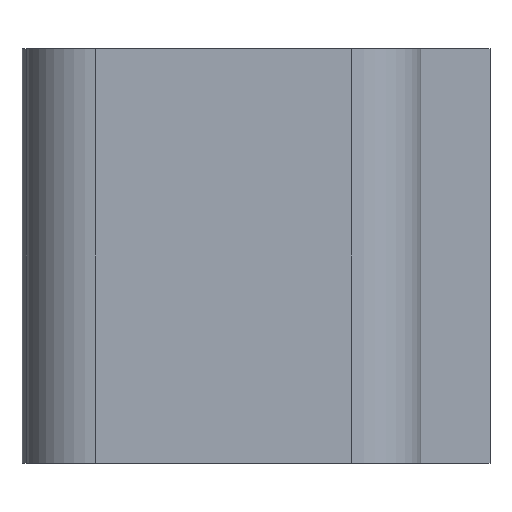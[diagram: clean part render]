
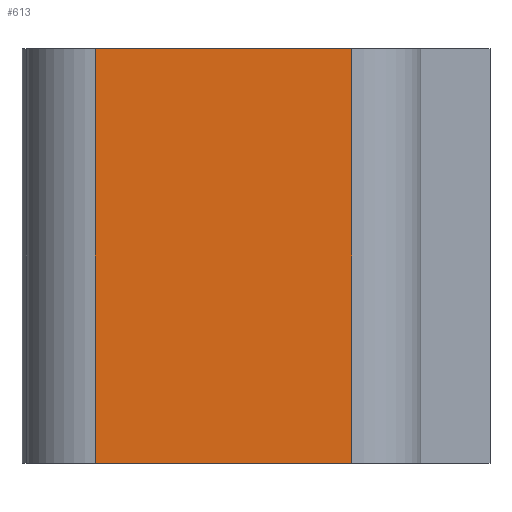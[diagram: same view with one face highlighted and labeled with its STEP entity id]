
A CAD part, left-side view. The second image highlights one B-rep face of the part: STEP entity #613.
In plain terms, the highlighted planar face has unit normal (-1, 0, 0).
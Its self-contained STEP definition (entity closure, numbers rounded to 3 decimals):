
#56 = VERTEX_POINT ( 'NONE', #784 ) ;
#59 = LINE ( 'NONE', #106, #732 ) ;
#73 = VECTOR ( 'NONE', #145, 1000. ) ;
#83 = AXIS2_PLACEMENT_3D ( 'NONE', #291, #173, #241 ) ;
#106 = CARTESIAN_POINT ( 'NONE',  ( -18., 6.917, 12. ) ) ;
#145 = DIRECTION ( 'NONE',  ( 0., -1., 0. ) ) ;
#173 = DIRECTION ( 'NONE',  ( 1., 0., 0. ) ) ;
#209 = LINE ( 'NONE', #806, #554 ) ;
#220 = DIRECTION ( 'NONE',  ( 0., 0., -1. ) ) ;
#221 = DIRECTION ( 'NONE',  ( 0., 0., 1. ) ) ;
#241 = DIRECTION ( 'NONE',  ( 0., 0., -1. ) ) ;
#291 = CARTESIAN_POINT ( 'NONE',  ( -18., 8.957, 12. ) ) ;
#301 = PLANE ( 'NONE',  #83 ) ;
#306 = ORIENTED_EDGE ( 'NONE', *, *, #566, .T. ) ;
#312 = CARTESIAN_POINT ( 'NONE',  ( -18., -0.5, 12. ) ) ;
#316 = VECTOR ( 'NONE', #221, 1000. ) ;
#389 = CARTESIAN_POINT ( 'NONE',  ( -18., 6.917, 0. ) ) ;
#453 = VERTEX_POINT ( 'NONE', #389 ) ;
#477 = VERTEX_POINT ( 'NONE', #657 ) ;
#488 = LINE ( 'NONE', #312, #316 ) ;
#530 = ORIENTED_EDGE ( 'NONE', *, *, #548, .F. ) ;
#548 = EDGE_CURVE ( 'NONE', #56, #805, #209, .T. ) ;
#554 = VECTOR ( 'NONE', #726, 1000. ) ;
#555 = EDGE_CURVE ( 'NONE', #453, #477, #747, .T. ) ;
#566 = EDGE_CURVE ( 'NONE', #56, #453, #59, .T. ) ;
#613 = ADVANCED_FACE ( 'NONE', ( #653 ), #301, .F. ) ;
#627 = CARTESIAN_POINT ( 'NONE',  ( -18., -0.5, 12. ) ) ;
#628 = EDGE_CURVE ( 'NONE', #477, #805, #488, .T. ) ;
#649 = CARTESIAN_POINT ( 'NONE',  ( -18., 8.957, 0. ) ) ;
#653 = FACE_OUTER_BOUND ( 'NONE', #821, .T. ) ;
#657 = CARTESIAN_POINT ( 'NONE',  ( -18., -0.5, 0. ) ) ;
#705 = ORIENTED_EDGE ( 'NONE', *, *, #628, .T. ) ;
#726 = DIRECTION ( 'NONE',  ( 0., -1., 0. ) ) ;
#732 = VECTOR ( 'NONE', #220, 1000. ) ;
#747 = LINE ( 'NONE', #649, #73 ) ;
#754 = ORIENTED_EDGE ( 'NONE', *, *, #555, .T. ) ;
#784 = CARTESIAN_POINT ( 'NONE',  ( -18., 6.917, 12. ) ) ;
#805 = VERTEX_POINT ( 'NONE', #627 ) ;
#806 = CARTESIAN_POINT ( 'NONE',  ( -18., 8.957, 12. ) ) ;
#821 = EDGE_LOOP ( 'NONE', ( #530, #306, #754, #705 ) ) ;
